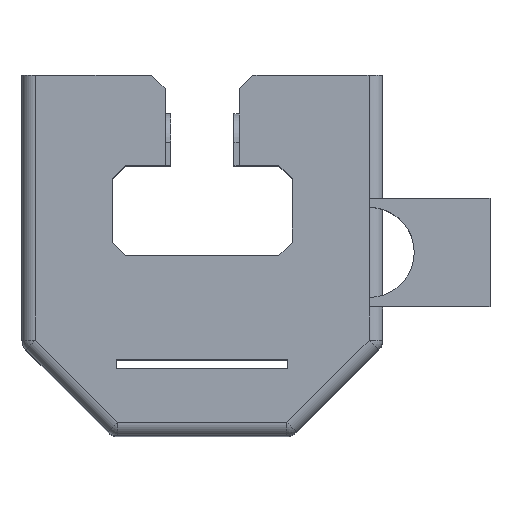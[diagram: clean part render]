
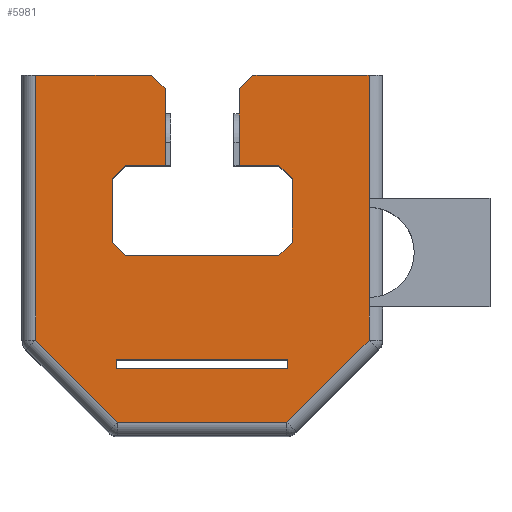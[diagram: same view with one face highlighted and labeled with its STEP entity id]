
A CAD part, top view. The second image highlights one B-rep face of the part: STEP entity #5981.
In plain terms, the highlighted planar face has unit normal (0, 0, 1).
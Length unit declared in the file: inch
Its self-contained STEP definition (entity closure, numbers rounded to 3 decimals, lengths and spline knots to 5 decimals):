
#255=FACE_BOUND('',#1084,.T.);
#710=FACE_OUTER_BOUND('',#1083,.T.);
#1083=EDGE_LOOP('',(#4965,#4966,#4967,#4968,#4969,#4970,#4971,#4972,#4973,
#4974,#4975,#4976,#4977,#4978,#4979,#4980,#4981,#4982,#4983,#4984,#4985,
#4986));
#1084=EDGE_LOOP('',(#4987,#4988,#4989,#4990));
#1492=LINE('',#9509,#2096);
#1500=LINE('',#9525,#2104);
#1505=LINE('',#9536,#2109);
#1508=LINE('',#9540,#2112);
#1608=LINE('',#9831,#2212);
#1610=LINE('',#9834,#2214);
#1612=LINE('',#9837,#2216);
#1614=LINE('',#9840,#2218);
#1617=LINE('',#9847,#2221);
#1646=LINE('',#9960,#2250);
#1647=LINE('',#9962,#2251);
#1648=LINE('',#9964,#2252);
#1649=LINE('',#9966,#2253);
#1650=LINE('',#9968,#2254);
#1651=LINE('',#9970,#2255);
#1652=LINE('',#9972,#2256);
#1653=LINE('',#9974,#2257);
#1654=LINE('',#9976,#2258);
#1655=LINE('',#9978,#2259);
#1656=LINE('',#9980,#2260);
#1657=LINE('',#9982,#2261);
#1658=LINE('',#9984,#2262);
#1659=LINE('',#9986,#2263);
#1660=LINE('',#9988,#2264);
#1661=LINE('',#9990,#2265);
#1662=LINE('',#9991,#2266);
#2096=VECTOR('',#7481,0.3937);
#2104=VECTOR('',#7493,0.3937);
#2109=VECTOR('',#7502,0.3937);
#2112=VECTOR('',#7507,0.3937);
#2212=VECTOR('',#7761,0.3937);
#2214=VECTOR('',#7765,0.3937);
#2216=VECTOR('',#7769,0.3937);
#2218=VECTOR('',#7773,0.3937);
#2221=VECTOR('',#7780,0.3937);
#2250=VECTOR('',#7873,0.3937);
#2251=VECTOR('',#7874,0.3937);
#2252=VECTOR('',#7875,0.3937);
#2253=VECTOR('',#7876,0.3937);
#2254=VECTOR('',#7877,0.3937);
#2255=VECTOR('',#7878,0.3937);
#2256=VECTOR('',#7879,0.3937);
#2257=VECTOR('',#7880,0.3937);
#2258=VECTOR('',#7881,0.3937);
#2259=VECTOR('',#7882,0.3937);
#2260=VECTOR('',#7883,0.3937);
#2261=VECTOR('',#7884,0.3937);
#2262=VECTOR('',#7885,0.3937);
#2263=VECTOR('',#7886,0.3937);
#2264=VECTOR('',#7887,0.3937);
#2265=VECTOR('',#7888,0.3937);
#2266=VECTOR('',#7889,0.3937);
#2698=VERTEX_POINT('',#9506);
#2699=VERTEX_POINT('',#9508);
#2705=VERTEX_POINT('',#9523);
#2709=VERTEX_POINT('',#9535);
#2803=VERTEX_POINT('',#9763);
#2809=VERTEX_POINT('',#9783);
#2817=VERTEX_POINT('',#9809);
#2820=VERTEX_POINT('',#9819);
#2823=VERTEX_POINT('',#9829);
#2824=VERTEX_POINT('',#9843);
#2877=VERTEX_POINT('',#9959);
#2878=VERTEX_POINT('',#9961);
#2879=VERTEX_POINT('',#9963);
#2880=VERTEX_POINT('',#9965);
#2881=VERTEX_POINT('',#9967);
#2882=VERTEX_POINT('',#9969);
#2883=VERTEX_POINT('',#9971);
#2884=VERTEX_POINT('',#9973);
#2885=VERTEX_POINT('',#9975);
#2886=VERTEX_POINT('',#9977);
#2887=VERTEX_POINT('',#9979);
#2888=VERTEX_POINT('',#9981);
#2889=VERTEX_POINT('',#9983);
#2890=VERTEX_POINT('',#9985);
#2891=VERTEX_POINT('',#9987);
#2892=VERTEX_POINT('',#9989);
#3402=EDGE_CURVE('',#2699,#2698,#1492,.T.);
#3410=EDGE_CURVE('',#2698,#2705,#1500,.T.);
#3415=EDGE_CURVE('',#2709,#2699,#1505,.T.);
#3418=EDGE_CURVE('',#2705,#2709,#1508,.T.);
#3562=EDGE_CURVE('',#2823,#2820,#1608,.T.);
#3564=EDGE_CURVE('',#2820,#2817,#1610,.T.);
#3566=EDGE_CURVE('',#2817,#2809,#1612,.T.);
#3568=EDGE_CURVE('',#2809,#2803,#1614,.T.);
#3572=EDGE_CURVE('',#2803,#2824,#1617,.T.);
#3629=EDGE_CURVE('',#2823,#2877,#1646,.T.);
#3630=EDGE_CURVE('',#2877,#2878,#1647,.T.);
#3631=EDGE_CURVE('',#2879,#2878,#1648,.T.);
#3632=EDGE_CURVE('',#2879,#2880,#1649,.T.);
#3633=EDGE_CURVE('',#2880,#2881,#1650,.T.);
#3634=EDGE_CURVE('',#2882,#2881,#1651,.T.);
#3635=EDGE_CURVE('',#2882,#2883,#1652,.T.);
#3636=EDGE_CURVE('',#2884,#2883,#1653,.T.);
#3637=EDGE_CURVE('',#2884,#2885,#1654,.T.);
#3638=EDGE_CURVE('',#2886,#2885,#1655,.T.);
#3639=EDGE_CURVE('',#2886,#2887,#1656,.T.);
#3640=EDGE_CURVE('',#2888,#2887,#1657,.T.);
#3641=EDGE_CURVE('',#2889,#2888,#1658,.T.);
#3642=EDGE_CURVE('',#2889,#2890,#1659,.T.);
#3643=EDGE_CURVE('',#2891,#2890,#1660,.T.);
#3644=EDGE_CURVE('',#2892,#2891,#1661,.T.);
#3645=EDGE_CURVE('',#2892,#2824,#1662,.T.);
#4965=ORIENTED_EDGE('',*,*,#3572,.F.);
#4966=ORIENTED_EDGE('',*,*,#3568,.F.);
#4967=ORIENTED_EDGE('',*,*,#3566,.F.);
#4968=ORIENTED_EDGE('',*,*,#3564,.F.);
#4969=ORIENTED_EDGE('',*,*,#3562,.F.);
#4970=ORIENTED_EDGE('',*,*,#3629,.T.);
#4971=ORIENTED_EDGE('',*,*,#3630,.T.);
#4972=ORIENTED_EDGE('',*,*,#3631,.F.);
#4973=ORIENTED_EDGE('',*,*,#3632,.T.);
#4974=ORIENTED_EDGE('',*,*,#3633,.T.);
#4975=ORIENTED_EDGE('',*,*,#3634,.F.);
#4976=ORIENTED_EDGE('',*,*,#3635,.T.);
#4977=ORIENTED_EDGE('',*,*,#3636,.F.);
#4978=ORIENTED_EDGE('',*,*,#3637,.T.);
#4979=ORIENTED_EDGE('',*,*,#3638,.F.);
#4980=ORIENTED_EDGE('',*,*,#3639,.T.);
#4981=ORIENTED_EDGE('',*,*,#3640,.F.);
#4982=ORIENTED_EDGE('',*,*,#3641,.F.);
#4983=ORIENTED_EDGE('',*,*,#3642,.T.);
#4984=ORIENTED_EDGE('',*,*,#3643,.F.);
#4985=ORIENTED_EDGE('',*,*,#3644,.F.);
#4986=ORIENTED_EDGE('',*,*,#3645,.T.);
#4987=ORIENTED_EDGE('',*,*,#3418,.T.);
#4988=ORIENTED_EDGE('',*,*,#3415,.T.);
#4989=ORIENTED_EDGE('',*,*,#3402,.T.);
#4990=ORIENTED_EDGE('',*,*,#3410,.T.);
#5717=PLANE('',#6508);
#5981=ADVANCED_FACE('',(#710,#255),#5717,.T.);
#6508=AXIS2_PLACEMENT_3D('',#9958,#7871,#7872);
#7481=DIRECTION('',(0.,-1.,0.));
#7493=DIRECTION('',(-1.,0.,0.));
#7502=DIRECTION('',(1.,0.,0.));
#7507=DIRECTION('',(0.,1.,0.));
#7761=DIRECTION('',(0.,-1.,0.));
#7765=DIRECTION('',(-0.707,-0.707,0.));
#7769=DIRECTION('',(-1.,0.,0.));
#7773=DIRECTION('',(-0.707,0.707,0.));
#7780=DIRECTION('',(0.,1.,0.));
#7871=DIRECTION('center_axis',(0.,0.,1.));
#7872=DIRECTION('ref_axis',(1.,0.,0.));
#7873=DIRECTION('',(-1.,0.,0.));
#7874=DIRECTION('',(-1.,0.,0.));
#7875=DIRECTION('',(0.707,0.707,0.));
#7876=DIRECTION('',(0.,-1.,0.));
#7877=DIRECTION('',(1.,0.,0.));
#7878=DIRECTION('',(-0.707,0.707,0.));
#7879=DIRECTION('',(0.,-1.,0.));
#7880=DIRECTION('',(0.707,0.707,0.));
#7881=DIRECTION('',(-1.,0.,0.));
#7882=DIRECTION('',(0.707,-0.707,0.));
#7883=DIRECTION('',(0.,1.,0.));
#7884=DIRECTION('',(-0.707,-0.707,0.));
#7885=DIRECTION('',(-1.,0.,0.));
#7886=DIRECTION('',(0.,1.,0.));
#7887=DIRECTION('',(0.707,-0.707,0.));
#7888=DIRECTION('',(1.,0.,0.));
#7889=DIRECTION('',(-1.,0.,0.));
#9506=CARTESIAN_POINT('',(-1.05,0.75,6.));
#9508=CARTESIAN_POINT('',(-1.05,0.85,6.));
#9509=CARTESIAN_POINT('',(-1.05,1.425,6.));
#9523=CARTESIAN_POINT('',(-2.95,0.75,6.));
#9525=CARTESIAN_POINT('',(-1.525,0.75,6.));
#9535=CARTESIAN_POINT('',(-2.95,0.85,6.));
#9536=CARTESIAN_POINT('',(-2.475,0.85,6.));
#9540=CARTESIAN_POINT('',(-2.95,1.375,6.));
#9763=CARTESIAN_POINT('',(-3.85,1.06213,6.));
#9783=CARTESIAN_POINT('',(-2.93787,0.15,6.));
#9809=CARTESIAN_POINT('',(-1.06213,0.15,6.));
#9819=CARTESIAN_POINT('',(-0.15,1.06213,6.));
#9829=CARTESIAN_POINT('',(-0.15,4.,6.));
#9831=CARTESIAN_POINT('',(-0.15,1.5,6.));
#9834=CARTESIAN_POINT('',(-0.85607,0.35607,6.));
#9837=CARTESIAN_POINT('',(-2.5,0.15,6.));
#9840=CARTESIAN_POINT('',(-3.64393,0.85607,6.));
#9843=CARTESIAN_POINT('',(-3.85,4.,6.));
#9847=CARTESIAN_POINT('',(-3.85,2.5,6.));
#9958=CARTESIAN_POINT('Origin',(-2.,2.,6.));
#9959=CARTESIAN_POINT('',(-1.,4.,6.));
#9960=CARTESIAN_POINT('',(-2.925,4.,6.));
#9961=CARTESIAN_POINT('',(-1.4375,4.,6.));
#9962=CARTESIAN_POINT('',(-0.15,4.,6.));
#9963=CARTESIAN_POINT('',(-1.5875,3.85,6.));
#9964=CARTESIAN_POINT('',(-2.11563,3.32188,6.));
#9965=CARTESIAN_POINT('',(-1.5875,3.,6.));
#9966=CARTESIAN_POINT('',(-1.5875,3.,6.));
#9967=CARTESIAN_POINT('',(-1.15,3.,6.));
#9968=CARTESIAN_POINT('',(-1.5875,3.,6.));
#9969=CARTESIAN_POINT('',(-1.,2.85,6.));
#9970=CARTESIAN_POINT('',(-1.075,2.925,6.));
#9971=CARTESIAN_POINT('',(-1.,2.15,6.));
#9972=CARTESIAN_POINT('',(-1.,2.,6.));
#9973=CARTESIAN_POINT('',(-1.15,2.,6.));
#9974=CARTESIAN_POINT('',(-1.325,1.825,6.));
#9975=CARTESIAN_POINT('',(-2.85,2.,6.));
#9976=CARTESIAN_POINT('',(-2.5,2.,6.));
#9977=CARTESIAN_POINT('',(-3.,2.15,6.));
#9978=CARTESIAN_POINT('',(-2.675,1.825,6.));
#9979=CARTESIAN_POINT('',(-3.,2.85,6.));
#9980=CARTESIAN_POINT('',(-3.,3.,6.));
#9981=CARTESIAN_POINT('',(-2.85,3.,6.));
#9982=CARTESIAN_POINT('',(-2.925,2.925,6.));
#9983=CARTESIAN_POINT('',(-2.4125,3.,6.));
#9984=CARTESIAN_POINT('',(-2.4125,3.,6.));
#9985=CARTESIAN_POINT('',(-2.4125,3.85,6.));
#9986=CARTESIAN_POINT('',(-2.4125,3.15,6.));
#9987=CARTESIAN_POINT('',(-2.5625,4.,6.));
#9988=CARTESIAN_POINT('',(-1.88437,3.32188,6.));
#9989=CARTESIAN_POINT('',(-3.,4.,6.));
#9990=CARTESIAN_POINT('',(-3.85,4.,6.));
#9991=CARTESIAN_POINT('',(-2.925,4.,6.));
